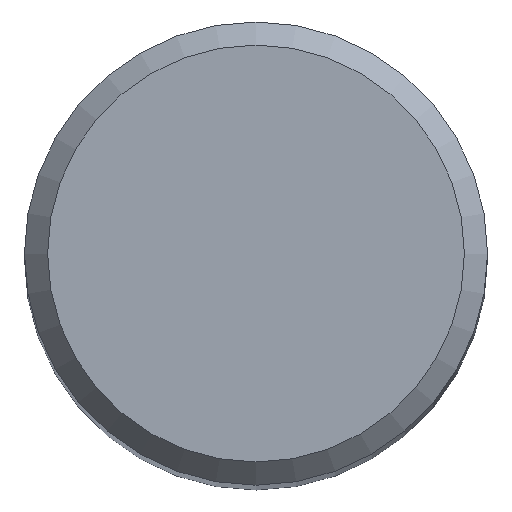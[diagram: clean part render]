
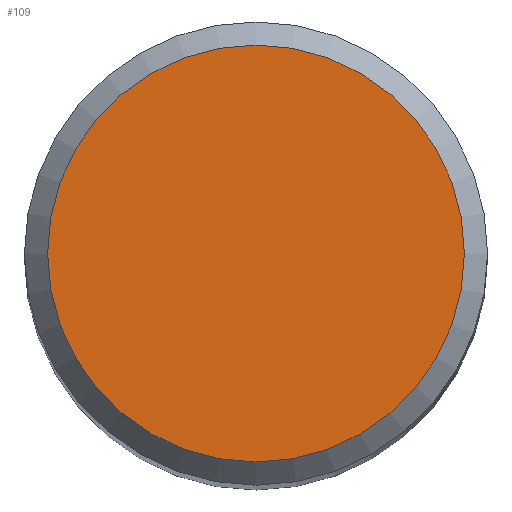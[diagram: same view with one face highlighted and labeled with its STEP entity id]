
A CAD part, top view. The second image highlights one B-rep face of the part: STEP entity #109.
In plain terms, the highlighted free-form (B-spline) face has degree [1, 1] with [2, 2] control points.
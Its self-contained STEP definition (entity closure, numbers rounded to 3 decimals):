
#75 = VERTEX_POINT('', #76);
#76 = CARTESIAN_POINT('', (-3.6, 0., 0.));
#82 = EDGE_CURVE('', #75, #75, #83, .T.);
#83 = CIRCLE('', #84, 3.6);
#84 = AXIS2_PLACEMENT_3D('', #85, #86, #87);
#85 = CARTESIAN_POINT('', (0., 0., 0.));
#86 = DIRECTION('', (0., 0., -1.));
#87 = DIRECTION('', (-1., 0., 0.));
#109 = ADVANCED_FACE('', (#110), #113, .T.);
#110 = FACE_OUTER_BOUND('', #111, .T.);
#111 = EDGE_LOOP('', (#112));
#112 = ORIENTED_EDGE('', *, *, #82, .F.);
#113 = B_SPLINE_SURFACE_WITH_KNOTS('', 1, 1, ((#114, #115), (#116, #117)), .UNSPECIFIED., .F., .F., .U., (2, 2), (2, 2), (0.045, 0.955), (0.045, 0.955), .UNSPECIFIED.);
#114 = CARTESIAN_POINT('', (3.6, -3.6, 0.));
#115 = CARTESIAN_POINT('', (-3.6, -3.6, 0.));
#116 = CARTESIAN_POINT('', (3.6, 3.6, 0.));
#117 = CARTESIAN_POINT('', (-3.6, 3.6, 0.));
